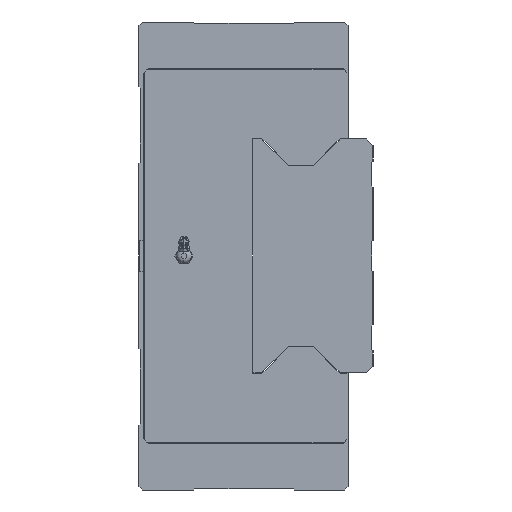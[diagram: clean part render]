
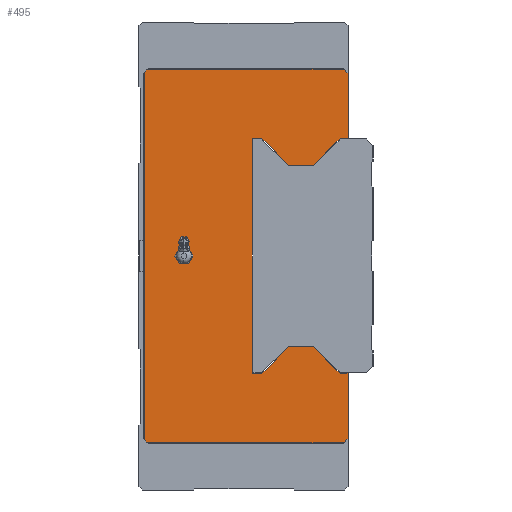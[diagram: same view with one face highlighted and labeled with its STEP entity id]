
A CAD part, left-side view. The second image highlights one B-rep face of the part: STEP entity #495.
In plain terms, the highlighted planar face has unit normal (-1, 0, 0).
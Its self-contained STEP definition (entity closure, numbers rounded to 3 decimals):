
#495 = ADVANCED_FACE( '', ( #1378, #1379 ), #1380, .F. );
#1378 = FACE_BOUND( '', #2391, .T. );
#1379 = FACE_OUTER_BOUND( '', #2392, .T. );
#1380 = PLANE( '', #2393 );
#2391 = EDGE_LOOP( '', ( #5183, #5184 ) );
#2392 = EDGE_LOOP( '', ( #5185, #5186, #5187, #5188, #5189, #5190, #5191, #5192, #5193, #5194, #5195, #5196, #5197, #5198, #5199, #5200, #5201, #5202, #5203, #5204 ) );
#2393 = AXIS2_PLACEMENT_3D( '', #5205, #5206, #5207 );
#5183 = ORIENTED_EDGE( '', *, *, #6783, .T. );
#5184 = ORIENTED_EDGE( '', *, *, #6773, .T. );
#5185 = ORIENTED_EDGE( '', *, *, #6923, .T. );
#5186 = ORIENTED_EDGE( '', *, *, #6967, .F. );
#5187 = ORIENTED_EDGE( '', *, *, #6811, .F. );
#5188 = ORIENTED_EDGE( '', *, *, #6816, .F. );
#5189 = ORIENTED_EDGE( '', *, *, #6965, .F. );
#5190 = ORIENTED_EDGE( '', *, *, #6966, .F. );
#5191 = ORIENTED_EDGE( '', *, *, #6880, .F. );
#5192 = ORIENTED_EDGE( '', *, *, #6808, .F. );
#5193 = ORIENTED_EDGE( '', *, *, #6803, .F. );
#5194 = ORIENTED_EDGE( '', *, *, #6927, .F. );
#5195 = ORIENTED_EDGE( '', *, *, #6917, .T. );
#5196 = ORIENTED_EDGE( '', *, *, #6920, .T. );
#5197 = ORIENTED_EDGE( '', *, *, #6913, .T. );
#5198 = ORIENTED_EDGE( '', *, *, #6910, .T. );
#5199 = ORIENTED_EDGE( '', *, *, #6907, .T. );
#5200 = ORIENTED_EDGE( '', *, *, #6904, .T. );
#5201 = ORIENTED_EDGE( '', *, *, #6901, .T. );
#5202 = ORIENTED_EDGE( '', *, *, #6898, .T. );
#5203 = ORIENTED_EDGE( '', *, *, #6895, .T. );
#5204 = ORIENTED_EDGE( '', *, *, #6892, .T. );
#5205 = CARTESIAN_POINT( '', ( 747.5, 16., 0. ) );
#5206 = DIRECTION( '', ( 1., 0., 0. ) );
#5207 = DIRECTION( '', ( 0., 0., -1. ) );
#6773 = EDGE_CURVE( '', #8307, #8304, #8308, .T. );
#6783 = EDGE_CURVE( '', #8304, #8307, #8322, .T. );
#6803 = EDGE_CURVE( '', #8355, #8357, #8358, .T. );
#6808 = EDGE_CURVE( '', #8357, #8364, #8365, .T. );
#6811 = EDGE_CURVE( '', #8367, #8369, #8370, .T. );
#6816 = EDGE_CURVE( '', #8376, #8367, #8378, .T. );
#6880 = EDGE_CURVE( '', #8364, #8484, #8485, .T. );
#6892 = EDGE_CURVE( '', #8506, #8504, #8507, .T. );
#6895 = EDGE_CURVE( '', #8511, #8506, #8512, .T. );
#6898 = EDGE_CURVE( '', #8516, #8511, #8517, .T. );
#6901 = EDGE_CURVE( '', #8521, #8516, #8522, .T. );
#6904 = EDGE_CURVE( '', #8526, #8521, #8527, .T. );
#6907 = EDGE_CURVE( '', #8531, #8526, #8532, .T. );
#6910 = EDGE_CURVE( '', #8536, #8531, #8537, .T. );
#6913 = EDGE_CURVE( '', #8541, #8536, #8542, .T. );
#6917 = EDGE_CURVE( '', #8549, #8547, #8550, .T. );
#6920 = EDGE_CURVE( '', #8547, #8541, #8553, .T. );
#6923 = EDGE_CURVE( '', #8504, #8556, #8558, .T. );
#6927 = EDGE_CURVE( '', #8549, #8355, #8563, .T. );
#6965 = EDGE_CURVE( '', #8629, #8376, #8631, .T. );
#6966 = EDGE_CURVE( '', #8484, #8629, #8632, .T. );
#6967 = EDGE_CURVE( '', #8369, #8556, #8633, .T. );
#8304 = VERTEX_POINT( '', #10384 );
#8307 = VERTEX_POINT( '', #10388 );
#8308 = CIRCLE( '', #10389, 4.864 );
#8322 = CIRCLE( '', #10408, 4.864 );
#8355 = VERTEX_POINT( '', #10457 );
#8357 = VERTEX_POINT( '', #10460 );
#8358 = LINE( '', #10461, #10462 );
#8364 = VERTEX_POINT( '', #10471 );
#8365 = LINE( '', #10472, #10473 );
#8367 = VERTEX_POINT( '', #10476 );
#8369 = VERTEX_POINT( '', #10479 );
#8370 = LINE( '', #10480, #10481 );
#8376 = VERTEX_POINT( '', #10490 );
#8378 = LINE( '', #10493, #10494 );
#8484 = VERTEX_POINT( '', #10656 );
#8485 = LINE( '', #10657, #10658 );
#8504 = VERTEX_POINT( '', #10687 );
#8506 = VERTEX_POINT( '', #10690 );
#8507 = LINE( '', #10691, #10692 );
#8511 = VERTEX_POINT( '', #10698 );
#8512 = LINE( '', #10699, #10700 );
#8516 = VERTEX_POINT( '', #10706 );
#8517 = LINE( '', #10707, #10708 );
#8521 = VERTEX_POINT( '', #10714 );
#8522 = LINE( '', #10715, #10716 );
#8526 = VERTEX_POINT( '', #10722 );
#8527 = LINE( '', #10723, #10724 );
#8531 = VERTEX_POINT( '', #10730 );
#8532 = LINE( '', #10731, #10732 );
#8536 = VERTEX_POINT( '', #10738 );
#8537 = LINE( '', #10739, #10740 );
#8541 = VERTEX_POINT( '', #10746 );
#8542 = LINE( '', #10747, #10748 );
#8547 = VERTEX_POINT( '', #10755 );
#8549 = VERTEX_POINT( '', #10758 );
#8550 = LINE( '', #10759, #10760 );
#8553 = LINE( '', #10765, #10766 );
#8556 = VERTEX_POINT( '', #10770 );
#8558 = LINE( '', #10773, #10774 );
#8563 = LINE( '', #10782, #10783 );
#8629 = VERTEX_POINT( '', #10885 );
#8631 = LINE( '', #10888, #10889 );
#8632 = LINE( '', #10890, #10891 );
#8633 = LINE( '', #10892, #10893 );
#10384 = CARTESIAN_POINT( '', ( 747.5, 126.064, 0. ) );
#10388 = CARTESIAN_POINT( '', ( 747.5, 116.336, 0. ) );
#10389 = AXIS2_PLACEMENT_3D( '', #13150, #13151, #13152 );
#10408 = AXIS2_PLACEMENT_3D( '', #13170, #13171, #13172 );
#10457 = CARTESIAN_POINT( '', ( 747.5, 16., -117. ) );
#10460 = CARTESIAN_POINT( '', ( 747.5, 19., -120. ) );
#10461 = CARTESIAN_POINT( '', ( 747.5, 16., -117. ) );
#10462 = VECTOR( '', #13196, 1. );
#10471 = CARTESIAN_POINT( '', ( 747.5, 144.2, -120. ) );
#10472 = CARTESIAN_POINT( '', ( 747.5, 19., -120. ) );
#10473 = VECTOR( '', #13203, 1. );
#10476 = CARTESIAN_POINT( '', ( 747.5, 19., 120. ) );
#10479 = CARTESIAN_POINT( '', ( 747.5, 16., 117. ) );
#10480 = CARTESIAN_POINT( '', ( 747.5, 19., 120. ) );
#10481 = VECTOR( '', #13206, 1. );
#10490 = CARTESIAN_POINT( '', ( 747.5, 144.2, 120. ) );
#10493 = CARTESIAN_POINT( '', ( 747.5, 144.2, 120. ) );
#10494 = VECTOR( '', #13211, 1. );
#10656 = CARTESIAN_POINT( '', ( 747.5, 147.2, -117. ) );
#10657 = CARTESIAN_POINT( '', ( 747.5, 144.2, -120. ) );
#10658 = VECTOR( '', #13289, 1. );
#10687 = CARTESIAN_POINT( '', ( 747.5, 21.1, 75.3 ) );
#10690 = CARTESIAN_POINT( '', ( 747.5, 38.3, 58.1 ) );
#10691 = CARTESIAN_POINT( '', ( 747.5, 47.25, 49.15 ) );
#10692 = VECTOR( '', #13301, 1. );
#10698 = CARTESIAN_POINT( '', ( 747.5, 54., 58.1 ) );
#10699 = CARTESIAN_POINT( '', ( 747.5, 35., 58.1 ) );
#10700 = VECTOR( '', #13304, 1. );
#10706 = CARTESIAN_POINT( '', ( 747.5, 71.2, 75.3 ) );
#10707 = CARTESIAN_POINT( '', ( 747.5, 38.575, 42.675 ) );
#10708 = VECTOR( '', #13307, 1. );
#10714 = CARTESIAN_POINT( '', ( 747.5, 77.3, 75.3 ) );
#10715 = CARTESIAN_POINT( '', ( 747.5, 46.65, 75.3 ) );
#10716 = VECTOR( '', #13310, 1. );
#10722 = CARTESIAN_POINT( '', ( 747.5, 77.3, -75.3 ) );
#10723 = CARTESIAN_POINT( '', ( 747.5, 77.3, -37.65 ) );
#10724 = VECTOR( '', #13313, 1. );
#10730 = CARTESIAN_POINT( '', ( 747.5, 71.2, -75.3 ) );
#10731 = CARTESIAN_POINT( '', ( 747.5, 43.6, -75.3 ) );
#10732 = VECTOR( '', #13316, 1. );
#10738 = CARTESIAN_POINT( '', ( 747.5, 54., -58.1 ) );
#10739 = CARTESIAN_POINT( '', ( 747.5, 29.975, -34.075 ) );
#10740 = VECTOR( '', #13319, 1. );
#10746 = CARTESIAN_POINT( '', ( 747.5, 38.3, -58.1 ) );
#10747 = CARTESIAN_POINT( '', ( 747.5, 27.15, -58.1 ) );
#10748 = VECTOR( '', #13322, 1. );
#10755 = CARTESIAN_POINT( '', ( 747.5, 21.1, -75.3 ) );
#10758 = CARTESIAN_POINT( '', ( 747.5, 16., -75.3 ) );
#10759 = CARTESIAN_POINT( '', ( 747.5, 13.5, -75.3 ) );
#10760 = VECTOR( '', #13326, 1. );
#10765 = CARTESIAN_POINT( '', ( 747.5, 38.65, -57.75 ) );
#10766 = VECTOR( '', #13329, 1. );
#10770 = CARTESIAN_POINT( '', ( 747.5, 16., 75.3 ) );
#10773 = CARTESIAN_POINT( '', ( 747.5, 18.55, 75.3 ) );
#10774 = VECTOR( '', #13332, 1. );
#10782 = CARTESIAN_POINT( '', ( 747.5, 16., 117. ) );
#10783 = VECTOR( '', #13336, 1. );
#10885 = CARTESIAN_POINT( '', ( 747.5, 147.2, 117. ) );
#10888 = CARTESIAN_POINT( '', ( 747.5, 147.2, 117. ) );
#10889 = VECTOR( '', #13374, 1. );
#10890 = CARTESIAN_POINT( '', ( 747.5, 147.2, -117. ) );
#10891 = VECTOR( '', #13375, 1. );
#10892 = CARTESIAN_POINT( '', ( 747.5, 16., 117. ) );
#10893 = VECTOR( '', #13376, 1. );
#13150 = CARTESIAN_POINT( '', ( 747.5, 121.2, 0. ) );
#13151 = DIRECTION( '', ( 1., 0., 0. ) );
#13152 = DIRECTION( '', ( 0., 1., 0. ) );
#13170 = CARTESIAN_POINT( '', ( 747.5, 121.2, 0. ) );
#13171 = DIRECTION( '', ( 1., 0., 0. ) );
#13172 = DIRECTION( '', ( 0., 1., 0. ) );
#13196 = DIRECTION( '', ( 0., 0.707, -0.707 ) );
#13203 = DIRECTION( '', ( 0., 1., 0. ) );
#13206 = DIRECTION( '', ( 0., -0.707, -0.707 ) );
#13211 = DIRECTION( '', ( 0., -1., 0. ) );
#13289 = DIRECTION( '', ( 0., 0.707, 0.707 ) );
#13301 = DIRECTION( '', ( 0., -0.707, 0.707 ) );
#13304 = DIRECTION( '', ( 0., -1., 0. ) );
#13307 = DIRECTION( '', ( 0., -0.707, -0.707 ) );
#13310 = DIRECTION( '', ( 0., -1., 0. ) );
#13313 = DIRECTION( '', ( 0., 0., 1. ) );
#13316 = DIRECTION( '', ( 0., 1., 0. ) );
#13319 = DIRECTION( '', ( 0., 0.707, -0.707 ) );
#13322 = DIRECTION( '', ( 0., 1., 0. ) );
#13326 = DIRECTION( '', ( 0., 1., 0. ) );
#13329 = DIRECTION( '', ( 0., 0.707, 0.707 ) );
#13332 = DIRECTION( '', ( 0., -1., 0. ) );
#13336 = DIRECTION( '', ( 0., 0., -1. ) );
#13374 = DIRECTION( '', ( 0., -0.707, 0.707 ) );
#13375 = DIRECTION( '', ( 0., 0., 1. ) );
#13376 = DIRECTION( '', ( 0., 0., -1. ) );
